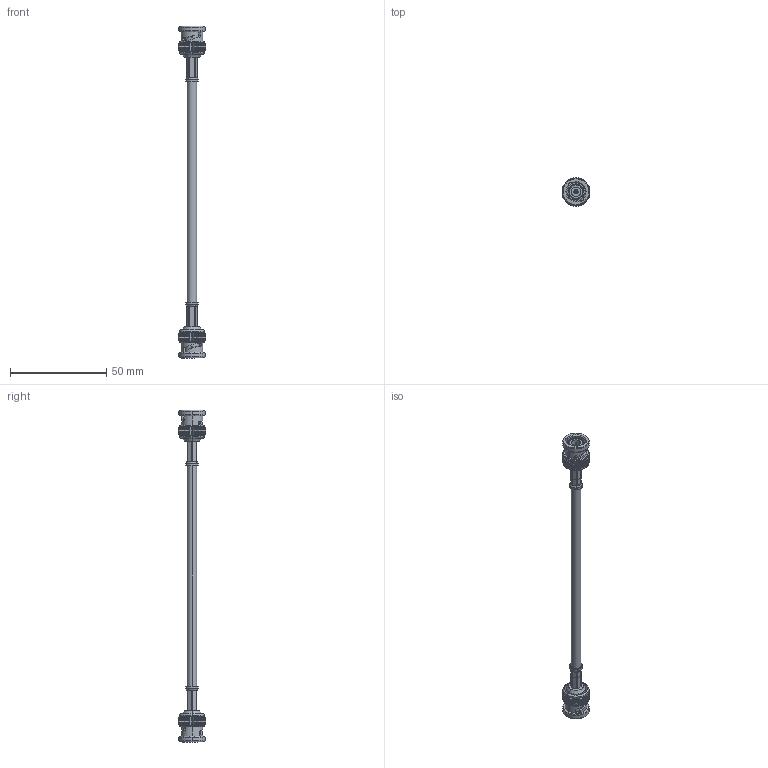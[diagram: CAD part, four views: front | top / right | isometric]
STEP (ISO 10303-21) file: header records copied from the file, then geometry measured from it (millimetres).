
FILE_DESCRIPTION (( 'STEP AP203' ), '1' );
FILE_NAME ('PE3495.step', '2019-03-29T16:58:55', ( '' ), ( '' ), 'SwSTEP 2.0', 'SolidWorks 2017', '' );
FILE_SCHEMA (( 'CONFIG_CONTROL_DESIGN' ));
Length unit declared in the file: inch
Products named in the file (3): PE3495; PE4044_Crimped; Coax Cable_RG-142
Assembly tree (3 placements, depth 2):
  PE3495
    Coax Cable_RG-142
    PE4044_Crimped  x2
Bounding box: 14.46 x 14.46 x 172.34 mm (x, y, z)
Volume: 5598.8 mm3; surface area: 7557 mm2
Topology: 7 solids, 7 shells, 1066 faces, 2498 edges, 1474 vertices
Faces by surface type: plane 380, cylinder 336, cone 310, bspline 36, torus 4
Entity records: 18567 total; most frequent: CARTESIAN_POINT 6606, ORIENTED_EDGE 2500, DIRECTION 2339, EDGE_CURVE 1250, AXIS2_PLACEMENT_3D 962, VERTEX_POINT 739, EDGE_LOOP 559, ADVANCED_FACE 535
